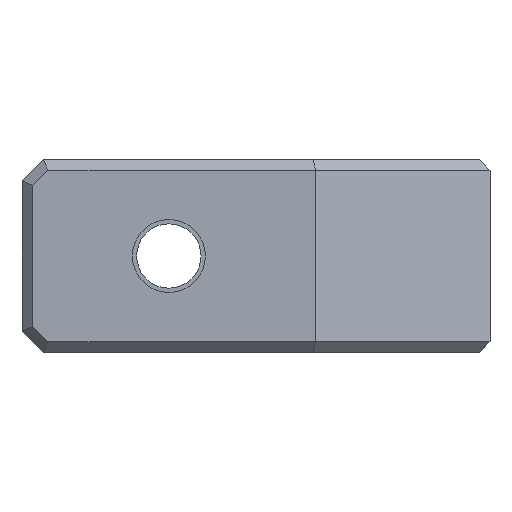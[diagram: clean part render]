
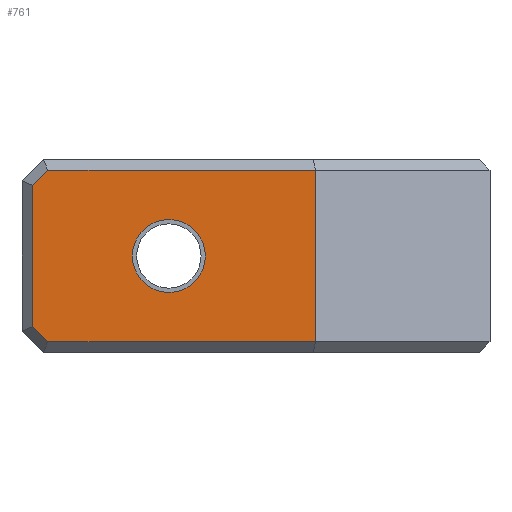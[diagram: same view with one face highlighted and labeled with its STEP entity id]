
A CAD part, left-side view. The second image highlights one B-rep face of the part: STEP entity #761.
In plain terms, the highlighted planar face has unit normal (-1, 0, 0).
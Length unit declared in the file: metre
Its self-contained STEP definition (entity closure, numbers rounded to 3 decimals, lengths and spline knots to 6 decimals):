
#15=CIRCLE('',#823,0.0017);
#50=ORIENTED_EDGE('',*,*,#258,.T.);
#51=ORIENTED_EDGE('',*,*,#259,.T.);
#52=ORIENTED_EDGE('',*,*,#260,.T.);
#53=ORIENTED_EDGE('',*,*,#261,.F.);
#54=ORIENTED_EDGE('',*,*,#262,.T.);
#55=ORIENTED_EDGE('',*,*,#263,.T.);
#56=ORIENTED_EDGE('',*,*,#264,.T.);
#258=EDGE_CURVE('',#360,#360,#15,.T.);
#259=EDGE_CURVE('',#361,#362,#427,.T.);
#260=EDGE_CURVE('',#362,#363,#428,.T.);
#261=EDGE_CURVE('',#364,#363,#429,.T.);
#262=EDGE_CURVE('',#364,#365,#430,.T.);
#263=EDGE_CURVE('',#365,#366,#431,.T.);
#264=EDGE_CURVE('',#366,#361,#432,.T.);
#360=VERTEX_POINT('',#1123);
#361=VERTEX_POINT('',#1125);
#362=VERTEX_POINT('',#1126);
#363=VERTEX_POINT('',#1128);
#364=VERTEX_POINT('',#1130);
#365=VERTEX_POINT('',#1132);
#366=VERTEX_POINT('',#1134);
#427=LINE('',#1124,#527);
#428=LINE('',#1127,#528);
#429=LINE('',#1129,#529);
#430=LINE('',#1131,#530);
#431=LINE('',#1133,#531);
#432=LINE('',#1135,#532);
#527=VECTOR('',#910,1.);
#528=VECTOR('',#911,1.);
#529=VECTOR('',#912,1.);
#530=VECTOR('',#913,1.);
#531=VECTOR('',#914,1.);
#532=VECTOR('',#915,1.);
#613=EDGE_LOOP('',(#50));
#614=EDGE_LOOP('',(#51,#52,#53,#54,#55,#56));
#667=FACE_BOUND('',#613,.T.);
#668=FACE_BOUND('',#614,.T.);
#718=PLANE('',#822);
#761=ADVANCED_FACE('',(#667,#668),#718,.F.);
#822=AXIS2_PLACEMENT_3D('',#1121,#906,#907);
#823=AXIS2_PLACEMENT_3D('',#1122,#908,#909);
#906=DIRECTION('',(1.,0.,0.));
#907=DIRECTION('',(0.,1.,0.));
#908=DIRECTION('',(1.,0.,0.));
#909=DIRECTION('',(0.,1.,0.));
#910=DIRECTION('',(0.,-0.707,-0.707));
#911=DIRECTION('',(0.,-1.,0.));
#912=DIRECTION('',(0.,0.,-1.));
#913=DIRECTION('',(0.,1.,0.));
#914=DIRECTION('',(0.,0.707,-0.707));
#915=DIRECTION('',(0.,0.,-1.));
#1121=CARTESIAN_POINT('',(-0.005325,-0.001479,0.009));
#1122=CARTESIAN_POINT('',(-0.005325,-0.001479,0.0045));
#1123=CARTESIAN_POINT('',(-0.005325,0.000221,0.0045));
#1124=CARTESIAN_POINT('',(-0.005325,0.004017,0.000354));
#1125=CARTESIAN_POINT('',(-0.005325,0.004871,0.001207));
#1126=CARTESIAN_POINT('',(-0.005325,0.004164,0.0005));
#1127=CARTESIAN_POINT('',(-0.005325,-0.001479,0.0005));
#1128=CARTESIAN_POINT('',(-0.005325,-0.008329,0.0005));
#1129=CARTESIAN_POINT('',(-0.005325,-0.008329,0.009));
#1130=CARTESIAN_POINT('',(-0.005325,-0.008329,0.0085));
#1131=CARTESIAN_POINT('',(-0.005325,0.004371,0.0085));
#1132=CARTESIAN_POINT('',(-0.005325,0.004164,0.0085));
#1133=CARTESIAN_POINT('',(-0.005325,0.005017,0.007646));
#1134=CARTESIAN_POINT('',(-0.005325,0.004871,0.007793));
#1135=CARTESIAN_POINT('',(-0.005325,0.004871,0.009));
